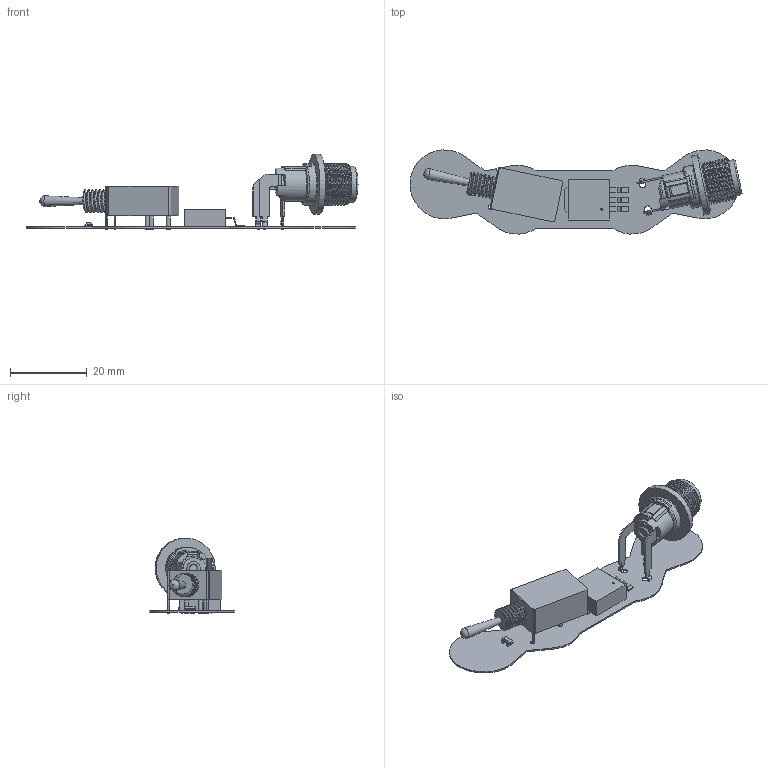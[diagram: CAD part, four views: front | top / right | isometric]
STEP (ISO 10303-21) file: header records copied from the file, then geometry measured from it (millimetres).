
FILE_DESCRIPTION(('Open CASCADE Model'),'2;1');
FILE_NAME('Open CASCADE Shape Model','2021-11-23T22:20:42',('Author'),( 'Open CASCADE'),'Open CASCADE STEP processor 6.8','Open CASCADE 6.8' ,'Unknown');
FILE_SCHEMA(('AUTOMOTIVE_DESIGN { 1 0 10303 214 1 1 1 1 }'));
Length unit declared in the file: millimetre
Products named in the file (12): PCB; Board; Open CASCADE STEP translator 6.8 2.1.1; Open CASCADE STEP translator 6.8 2.1.1.1; J1; L722RAS_mod0_v1; U4; 2113xN_v1; U1; 7036484128; U2; 5856328000
Assembly tree (11 placements, depth 4):
  PCB
    Board
      Open CASCADE STEP translator 6.8 2.1.1
        Open CASCADE STEP translator 6.8 2.1.1.1
    J1
      L722RAS_mod0_v1
    U4
      2113xN_v1
    U1
      7036484128
    U2
      5856328000
Bounding box: 86.72 x 21.95 x 19.81 mm (x, y, z)
Volume: 4119.5 mm3; surface area: 6861.6 mm2
Topology: 21 solids, 21 shells, 429 faces, 1093 edges, 715 vertices
Faces by surface type: plane 244, cylinder 156, cone 15, torus 7, bspline 7
Full cylindrical faces by diameter (mm): 0.15 x1, 0.533 x1, 1.092 x4, 1.1 x3, 1.73 x3, 4.744 x1, 5.842 x1, 5.884 x3, 6.015 x1, 6.203 x1, 6.401 x1, 6.985 x2, 7.052 x1, 8.382 x1, 8.89 x1, 9.398 x1, 10.114 x9, 10.723 x1, 10.922 x9, 11.024 x1, 14.478 x1, 15.748 x1
Entity records: 17432 total; most frequent: CARTESIAN_POINT 5539, ORIENTED_EDGE 2186, DIRECTION 2180, EDGE_CURVE 1093, AXIS2_PLACEMENT_3D 757, VERTEX_POINT 715, LINE 666, VECTOR 666
